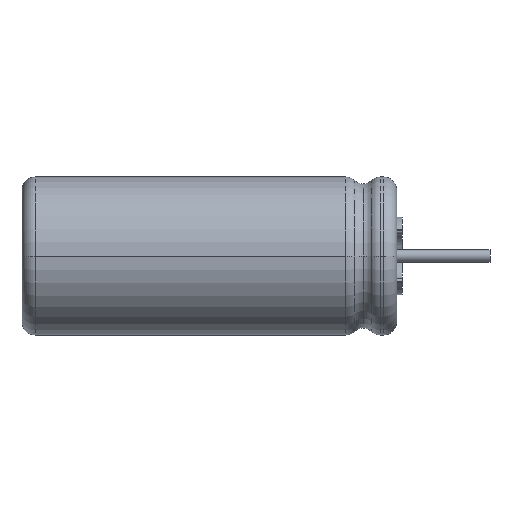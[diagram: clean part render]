
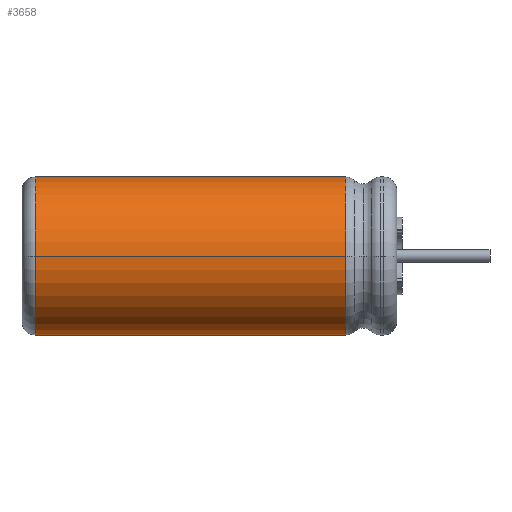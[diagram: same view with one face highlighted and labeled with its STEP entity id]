
A CAD part, left-side view. The second image highlights one B-rep face of the part: STEP entity #3658.
In plain terms, the highlighted cylindrical face has radius 3.175 mm (diameter 6.351 mm), a partial arc.
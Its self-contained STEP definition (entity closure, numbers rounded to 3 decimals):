
#100 = DIRECTION ( 'NONE',  ( 0., 1., 0. ) ) ;
#211 = CARTESIAN_POINT ( 'NONE',  ( 0., 2.52, -3.175 ) ) ;
#345 = DIRECTION ( 'NONE',  ( 1., 0., 0. ) ) ;
#356 = VECTOR ( 'NONE', #4835, 1000. ) ;
#633 = ORIENTED_EDGE ( 'NONE', *, *, #779, .F. ) ;
#779 = EDGE_CURVE ( 'NONE', #1695, #3059, #1262, .T. ) ;
#806 = AXIS2_PLACEMENT_3D ( 'NONE', #4263, #1952, #3610 ) ;
#971 = EDGE_CURVE ( 'NONE', #1622, #1461, #3883, .T. ) ;
#1000 = CARTESIAN_POINT ( 'NONE',  ( 0., 12.922, 3.175 ) ) ;
#1017 = LINE ( 'NONE', #2517, #4981 ) ;
#1227 = ORIENTED_EDGE ( 'NONE', *, *, #2615, .F. ) ;
#1262 = CIRCLE ( 'NONE', #2863, 3.175 ) ;
#1461 = VERTEX_POINT ( 'NONE', #4170 ) ;
#1622 = VERTEX_POINT ( 'NONE', #2943 ) ;
#1681 = ORIENTED_EDGE ( 'NONE', *, *, #2712, .F. ) ;
#1695 = VERTEX_POINT ( 'NONE', #2667 ) ;
#1918 = DIRECTION ( 'NONE',  ( 1., 0., 0. ) ) ;
#1952 = DIRECTION ( 'NONE',  ( 0., 1., 0. ) ) ;
#2308 = CARTESIAN_POINT ( 'NONE',  ( 0., 15., 0. ) ) ;
#2517 = CARTESIAN_POINT ( 'NONE',  ( 0., 12.922, -3.175 ) ) ;
#2615 = EDGE_CURVE ( 'NONE', #3059, #1461, #1017, .T. ) ;
#2667 = CARTESIAN_POINT ( 'NONE',  ( 0., 2.52, 3.175 ) ) ;
#2712 = EDGE_CURVE ( 'NONE', #1622, #1695, #4556, .T. ) ;
#2724 = ORIENTED_EDGE ( 'NONE', *, *, #971, .T. ) ;
#2863 = AXIS2_PLACEMENT_3D ( 'NONE', #3916, #3183, #345 ) ;
#2943 = CARTESIAN_POINT ( 'NONE',  ( 0., 15., 3.175 ) ) ;
#3059 = VERTEX_POINT ( 'NONE', #211 ) ;
#3081 = DIRECTION ( 'NONE',  ( 0., -1., 0. ) ) ;
#3183 = DIRECTION ( 'NONE',  ( 0., -1., 0. ) ) ;
#3265 = CYLINDRICAL_SURFACE ( 'NONE', #806, 3.175 ) ;
#3610 = DIRECTION ( 'NONE',  ( 1., 0., 0. ) ) ;
#3658 = ADVANCED_FACE ( 'NONE', ( #4631 ), #3265, .T. ) ;
#3883 = CIRCLE ( 'NONE', #3980, 3.175 ) ;
#3916 = CARTESIAN_POINT ( 'NONE',  ( 0., 2.52, 0. ) ) ;
#3980 = AXIS2_PLACEMENT_3D ( 'NONE', #2308, #3081, #1918 ) ;
#4170 = CARTESIAN_POINT ( 'NONE',  ( 0., 15., -3.175 ) ) ;
#4263 = CARTESIAN_POINT ( 'NONE',  ( 0., 12.922, 0. ) ) ;
#4530 = EDGE_LOOP ( 'NONE', ( #2724, #1227, #633, #1681 ) ) ;
#4556 = LINE ( 'NONE', #1000, #356 ) ;
#4631 = FACE_OUTER_BOUND ( 'NONE', #4530, .T. ) ;
#4835 = DIRECTION ( 'NONE',  ( 0., -1., 0. ) ) ;
#4981 = VECTOR ( 'NONE', #100, 1000. ) ;
